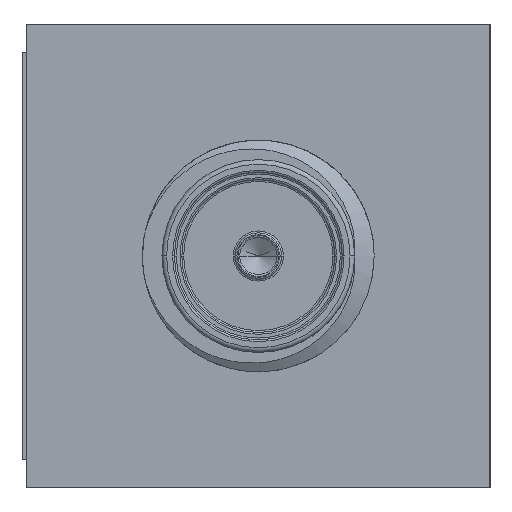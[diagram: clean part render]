
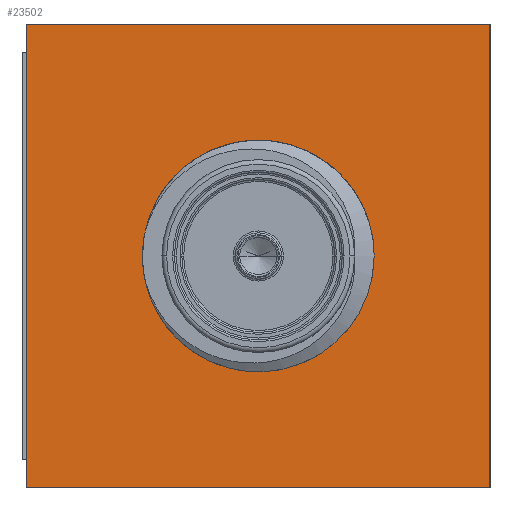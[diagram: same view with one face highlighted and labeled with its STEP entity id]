
A CAD part, left-side view. The second image highlights one B-rep face of the part: STEP entity #23502.
In plain terms, the highlighted planar face has unit normal (-1, 0, 0).
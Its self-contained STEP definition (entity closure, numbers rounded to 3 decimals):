
#681 = LINE ( 'NONE', #59073, #17737 ) ;
#4055 = LINE ( 'NONE', #13273, #61472 ) ;
#6363 = DIRECTION ( 'NONE',  ( 0., 0., 1. ) ) ;
#7516 = VERTEX_POINT ( 'NONE', #11898 ) ;
#8634 = DIRECTION ( 'NONE',  ( 0., 0., 1. ) ) ;
#9625 = VECTOR ( 'NONE', #21689, 1000. ) ;
#9761 = AXIS2_PLACEMENT_3D ( 'NONE', #56145, #35556, #31418 ) ;
#11898 = CARTESIAN_POINT ( 'NONE',  ( 0., 0., 0. ) ) ;
#13086 = LINE ( 'NONE', #13704, #57207 ) ;
#13273 = CARTESIAN_POINT ( 'NONE',  ( 0., 12.7, 0. ) ) ;
#13477 = ORIENTED_EDGE ( 'NONE', *, *, #35798, .T. ) ;
#13704 = CARTESIAN_POINT ( 'NONE',  ( 0., 12.7, 0. ) ) ;
#17127 = VERTEX_POINT ( 'NONE', #28671 ) ;
#17737 = VECTOR ( 'NONE', #6363, 1000. ) ;
#21689 = DIRECTION ( 'NONE',  ( 0., -1., 0. ) ) ;
#23502 = ADVANCED_FACE ( 'NONE', ( #55219 ), #55531, .F. ) ;
#27027 = CARTESIAN_POINT ( 'NONE',  ( 0., 12.7, 0. ) ) ;
#28671 = CARTESIAN_POINT ( 'NONE',  ( 0., 0., 12.7 ) ) ;
#31220 = LINE ( 'NONE', #50562, #9625 ) ;
#31413 = EDGE_LOOP ( 'NONE', ( #13477, #60934, #33118, #33995 ) ) ;
#31418 = DIRECTION ( 'NONE',  ( 0., 0., -1. ) ) ;
#33118 = ORIENTED_EDGE ( 'NONE', *, *, #35083, .F. ) ;
#33995 = ORIENTED_EDGE ( 'NONE', *, *, #61442, .T. ) ;
#35083 = EDGE_CURVE ( 'NONE', #47959, #54831, #13086, .T. ) ;
#35556 = DIRECTION ( 'NONE',  ( 1., 0., 0. ) ) ;
#35672 = EDGE_CURVE ( 'NONE', #54831, #17127, #31220, .T. ) ;
#35798 = EDGE_CURVE ( 'NONE', #7516, #17127, #681, .T. ) ;
#47959 = VERTEX_POINT ( 'NONE', #27027 ) ;
#50562 = CARTESIAN_POINT ( 'NONE',  ( 0., 12.7, 12.7 ) ) ;
#54831 = VERTEX_POINT ( 'NONE', #59514 ) ;
#55219 = FACE_OUTER_BOUND ( 'NONE', #31413, .T. ) ;
#55531 = PLANE ( 'NONE',  #9761 ) ;
#56145 = CARTESIAN_POINT ( 'NONE',  ( 0., 12.7, 0. ) ) ;
#57207 = VECTOR ( 'NONE', #8634, 1000. ) ;
#57385 = DIRECTION ( 'NONE',  ( 0., -1., 0. ) ) ;
#59073 = CARTESIAN_POINT ( 'NONE',  ( 0., 0., 0. ) ) ;
#59514 = CARTESIAN_POINT ( 'NONE',  ( 0., 12.7, 12.7 ) ) ;
#60934 = ORIENTED_EDGE ( 'NONE', *, *, #35672, .F. ) ;
#61442 = EDGE_CURVE ( 'NONE', #47959, #7516, #4055, .T. ) ;
#61472 = VECTOR ( 'NONE', #57385, 1000. ) ;
